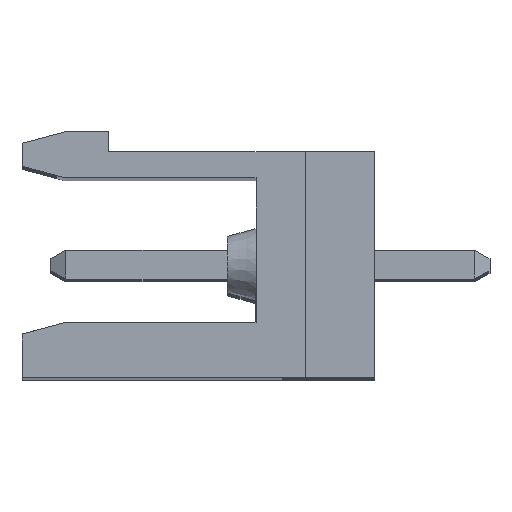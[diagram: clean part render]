
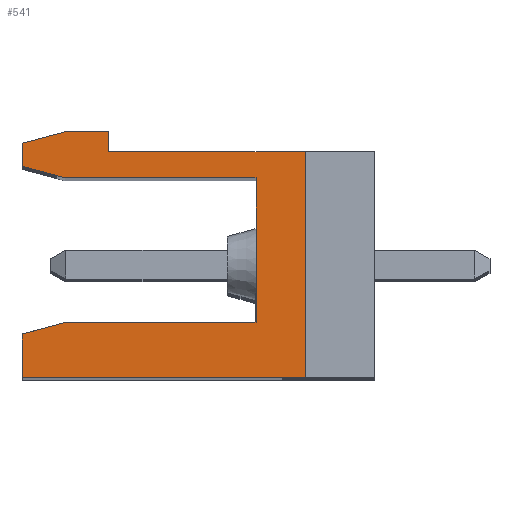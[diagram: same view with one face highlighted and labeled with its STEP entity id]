
A CAD part, top view. The second image highlights one B-rep face of the part: STEP entity #541.
In plain terms, the highlighted planar face has unit normal (0, 0, 1).
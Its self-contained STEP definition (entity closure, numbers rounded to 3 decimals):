
#541 = ADVANCED_FACE( '', ( #1524 ), #1525, .F. );
#1524 = FACE_OUTER_BOUND( '', #2992, .T. );
#1525 = PLANE( '', #2993 );
#2992 = EDGE_LOOP( '', ( #4668, #4669, #4670, #4671, #4672, #4673, #4674, #4675, #4676, #4677, #4678, #4679, #4680 ) );
#2993 = AXIS2_PLACEMENT_3D( '', #4681, #4682, #4683 );
#4668 = ORIENTED_EDGE( '', *, *, #8808, .T. );
#4669 = ORIENTED_EDGE( '', *, *, #8809, .T. );
#4670 = ORIENTED_EDGE( '', *, *, #8810, .F. );
#4671 = ORIENTED_EDGE( '', *, *, #8811, .T. );
#4672 = ORIENTED_EDGE( '', *, *, #8812, .F. );
#4673 = ORIENTED_EDGE( '', *, *, #8705, .F. );
#4674 = ORIENTED_EDGE( '', *, *, #8813, .F. );
#4675 = ORIENTED_EDGE( '', *, *, #8814, .F. );
#4676 = ORIENTED_EDGE( '', *, *, #8815, .F. );
#4677 = ORIENTED_EDGE( '', *, *, #8816, .F. );
#4678 = ORIENTED_EDGE( '', *, *, #8817, .F. );
#4679 = ORIENTED_EDGE( '', *, *, #8818, .F. );
#4680 = ORIENTED_EDGE( '', *, *, #8819, .T. );
#4681 = CARTESIAN_POINT( '', ( 197.225, 4.81, -24.28 ) );
#4682 = DIRECTION( '', ( 0., 0., -1. ) );
#4683 = DIRECTION( '', ( 0., -1., 0. ) );
#8705 = EDGE_CURVE( '', #10433, #10435, #10436, .T. );
#8808 = EDGE_CURVE( '', #10620, #10621, #10622, .T. );
#8809 = EDGE_CURVE( '', #10621, #10623, #10624, .T. );
#8810 = EDGE_CURVE( '', #10625, #10623, #10626, .T. );
#8811 = EDGE_CURVE( '', #10625, #10627, #10628, .T. );
#8812 = EDGE_CURVE( '', #10435, #10627, #10629, .T. );
#8813 = EDGE_CURVE( '', #10630, #10433, #10631, .T. );
#8814 = EDGE_CURVE( '', #10632, #10630, #10633, .T. );
#8815 = EDGE_CURVE( '', #10634, #10632, #10635, .T. );
#8816 = EDGE_CURVE( '', #10636, #10634, #10637, .T. );
#8817 = EDGE_CURVE( '', #10638, #10636, #10639, .T. );
#8818 = EDGE_CURVE( '', #10640, #10638, #10641, .T. );
#8819 = EDGE_CURVE( '', #10640, #10620, #10642, .T. );
#10433 = VERTEX_POINT( '', #12908 );
#10435 = VERTEX_POINT( '', #12911 );
#10436 = LINE( '', #12912, #12913 );
#10620 = VERTEX_POINT( '', #13185 );
#10621 = VERTEX_POINT( '', #13186 );
#10622 = LINE( '', #13187, #13188 );
#10623 = VERTEX_POINT( '', #13189 );
#10624 = LINE( '', #13190, #13191 );
#10625 = VERTEX_POINT( '', #13192 );
#10626 = LINE( '', #13193, #13194 );
#10627 = VERTEX_POINT( '', #13195 );
#10628 = LINE( '', #13196, #13197 );
#10629 = LINE( '', #13198, #13199 );
#10630 = VERTEX_POINT( '', #13200 );
#10631 = LINE( '', #13201, #13202 );
#10632 = VERTEX_POINT( '', #13203 );
#10633 = LINE( '', #13204, #13205 );
#10634 = VERTEX_POINT( '', #13206 );
#10635 = LINE( '', #13207, #13208 );
#10636 = VERTEX_POINT( '', #13209 );
#10637 = LINE( '', #13210, #13211 );
#10638 = VERTEX_POINT( '', #13212 );
#10639 = LINE( '', #13213, #13214 );
#10640 = VERTEX_POINT( '', #13215 );
#10641 = LINE( '', #13216, #13217 );
#10642 = LINE( '', #13218, #13219 );
#12908 = CARTESIAN_POINT( '', ( 204.225, -3.79, -24.28 ) );
#12911 = CARTESIAN_POINT( '', ( 194.425, -3.79, -24.28 ) );
#12912 = CARTESIAN_POINT( '', ( 194.225, -3.79, -24.28 ) );
#12913 = VECTOR( '', #16260, 1000. );
#13185 = CARTESIAN_POINT( '', ( 195.918, 3.11, -24.28 ) );
#13186 = CARTESIAN_POINT( '', ( 202.525, 3.11, -24.28 ) );
#13187 = CARTESIAN_POINT( '', ( 197.225, 3.11, -24.28 ) );
#13188 = VECTOR( '', #16355, 1000. );
#13189 = CARTESIAN_POINT( '', ( 202.525, -1.89, -24.28 ) );
#13190 = CARTESIAN_POINT( '', ( 202.525, 4.81, -24.28 ) );
#13191 = VECTOR( '', #16356, 1000. );
#13192 = CARTESIAN_POINT( '', ( 195.925, -1.89, -24.28 ) );
#13193 = CARTESIAN_POINT( '', ( 197.225, -1.89, -24.28 ) );
#13194 = VECTOR( '', #16357, 1000. );
#13195 = CARTESIAN_POINT( '', ( 194.425, -2.292, -24.28 ) );
#13196 = CARTESIAN_POINT( '', ( 194.425, -2.292, -24.28 ) );
#13197 = VECTOR( '', #16358, 1000. );
#13198 = CARTESIAN_POINT( '', ( 194.425, 4.41, -24.28 ) );
#13199 = VECTOR( '', #16359, 1000. );
#13200 = CARTESIAN_POINT( '', ( 204.225, 4.01, -24.28 ) );
#13201 = CARTESIAN_POINT( '', ( 204.225, -3.79, -24.28 ) );
#13202 = VECTOR( '', #16360, 1000. );
#13203 = CARTESIAN_POINT( '', ( 197.425, 4.01, -24.28 ) );
#13204 = CARTESIAN_POINT( '', ( 204.025, 4.01, -24.28 ) );
#13205 = VECTOR( '', #16361, 1000. );
#13206 = CARTESIAN_POINT( '', ( 197.425, 4.71, -24.28 ) );
#13207 = CARTESIAN_POINT( '', ( 197.425, 4.31, -24.28 ) );
#13208 = VECTOR( '', #16362, 1000. );
#13209 = CARTESIAN_POINT( '', ( 195.918, 4.71, -24.28 ) );
#13210 = CARTESIAN_POINT( '', ( 197.425, 4.71, -24.28 ) );
#13211 = VECTOR( '', #16363, 1000. );
#13212 = CARTESIAN_POINT( '', ( 194.425, 4.31, -24.28 ) );
#13213 = CARTESIAN_POINT( '', ( 195.918, 4.71, -24.28 ) );
#13214 = VECTOR( '', #16364, 1000. );
#13215 = CARTESIAN_POINT( '', ( 194.425, 3.51, -24.28 ) );
#13216 = CARTESIAN_POINT( '', ( 194.425, 4.41, -24.28 ) );
#13217 = VECTOR( '', #16365, 1000. );
#13218 = CARTESIAN_POINT( '', ( 196.713, 2.897, -24.28 ) );
#13219 = VECTOR( '', #16366, 1000. );
#16260 = DIRECTION( '', ( -1., 0., 0. ) );
#16355 = DIRECTION( '', ( 1., 0., 0. ) );
#16356 = DIRECTION( '', ( 0., -1., 0. ) );
#16357 = DIRECTION( '', ( 1., 0., 0. ) );
#16358 = DIRECTION( '', ( -0.966, -0.259, 0. ) );
#16359 = DIRECTION( '', ( 0., 1., 0. ) );
#16360 = DIRECTION( '', ( 0., -1., 0. ) );
#16361 = DIRECTION( '', ( 1., 0., 0. ) );
#16362 = DIRECTION( '', ( 0., -1., 0. ) );
#16363 = DIRECTION( '', ( 1., 0., 0. ) );
#16364 = DIRECTION( '', ( 0.966, 0.259, 0. ) );
#16365 = DIRECTION( '', ( 0., 1., 0. ) );
#16366 = DIRECTION( '', ( 0.966, -0.259, 0. ) );
